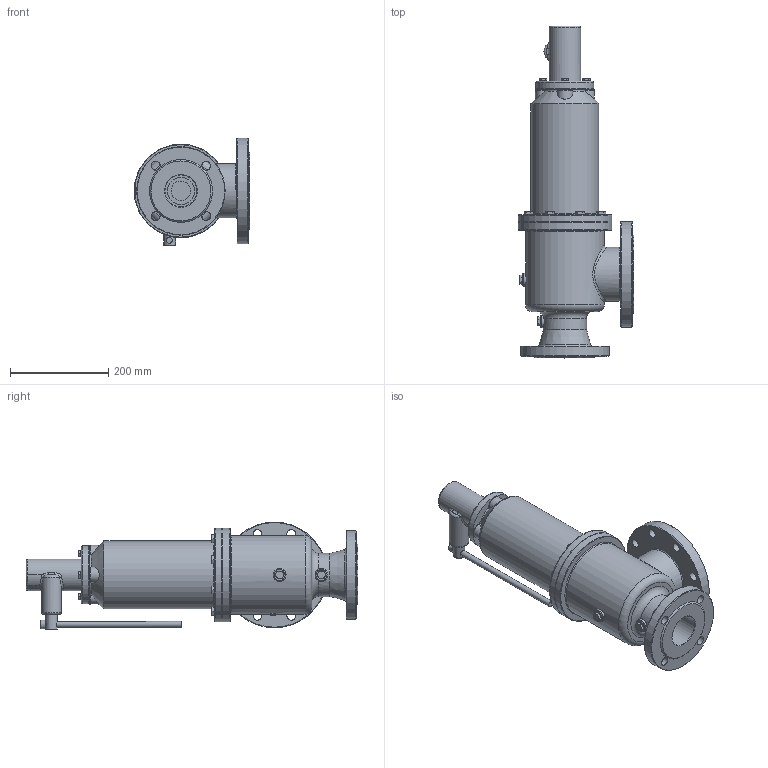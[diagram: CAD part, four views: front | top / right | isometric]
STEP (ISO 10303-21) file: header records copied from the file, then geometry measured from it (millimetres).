
FILE_DESCRIPTION(/* description */ (''),/* implementation_level */ '2;1');
FILE_NAME(/* name */ 'DN65_3D_STEP.stp',/* time_stamp */ '2025-10-21T22:42:09+03:00',/* author */ ('igorr'),/* organization */ (''),/* preprocessor_version */ 'ST-DEVELOPER v20',/* originating_system */ 'Autodesk Inventor 2025',/* authorisation */ '');
FILE_SCHEMA (('AUTOMOTIVE_DESIGN { 1 0 10303 214 3 1 1 }'));
Length unit declared in the file: millimetre
Products named in the file (6): Сборка; Деталь1; Деталь2; Деталь3; AS 1110 - M10 x 16; AS 1110 - M8 x 12
Assembly tree (17 placements, depth 2):
  Сборка
    Деталь1
    Деталь2
    Деталь3
    AS 1110 - M10 x 16  x10
    AS 1110 - M8 x 12  x4
Bounding box: 235.06 x 675 x 219.59 mm (x, y, z)
Volume: 8375667.3 mm3; surface area: 734490.3 mm2
Topology: 17 solids, 17 shells, 557 faces, 1288 edges, 802 vertices
Faces by surface type: plane 288, cylinder 109, cone 109, bspline 30, torus 21
Full cylindrical faces by diameter (mm): 8 x4, 9.76 x8, 10 x10, 12 x12, 13 x4, 16 x11, 17.289 x1, 18 x12, 24 x1, 26 x2, 32 x1, 40 x2, 48 x1, 50.963 x1, 56 x1, 64 x1, 65 x1, 72 x1, 80 x1, 88 x1, 96 x1, 100 x1, 108.8 x1, 110 x1, 117.687 x1, 136 x1, 138 x1, 160 x1, 180 x1, 190 x1
Entity records: 11227 total; most frequent: CARTESIAN_POINT 4213, DIRECTION 1362, ORIENTED_EDGE 1352, EDGE_CURVE 676, AXIS2_PLACEMENT_3D 569, VERTEX_POINT 442, EDGE_LOOP 344, CIRCLE 299
